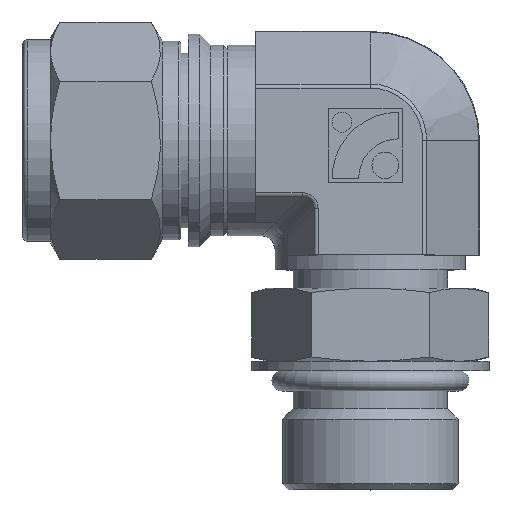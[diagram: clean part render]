
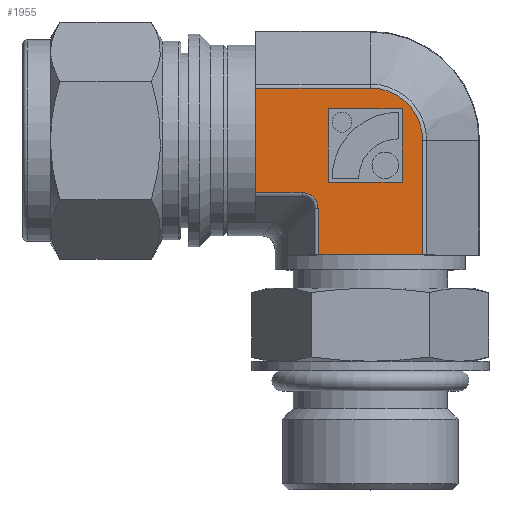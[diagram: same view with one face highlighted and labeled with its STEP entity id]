
A CAD part, top view. The second image highlights one B-rep face of the part: STEP entity #1955.
In plain terms, the highlighted planar face has unit normal (0, 0, 1).
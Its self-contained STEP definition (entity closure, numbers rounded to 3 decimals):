
#60=FACE_BOUND('',#639,.T.);
#147=ELLIPSE('',#2130,2.582,2.);
#178=LINE('',#3053,#300);
#180=LINE('',#3074,#302);
#181=LINE('',#3079,#303);
#190=LINE('',#3100,#312);
#191=LINE('',#3170,#313);
#194=LINE('',#3209,#316);
#195=LINE('',#3213,#317);
#196=LINE('',#3219,#318);
#205=LINE('',#3262,#327);
#206=LINE('',#3264,#328);
#207=LINE('',#3266,#329);
#208=LINE('',#3267,#330);
#300=VECTOR('',#2418,10.);
#302=VECTOR('',#2446,10.);
#303=VECTOR('',#2451,10.);
#312=VECTOR('',#2472,10.);
#313=VECTOR('',#2499,10.);
#316=VECTOR('',#2514,10.);
#317=VECTOR('',#2519,10.);
#318=VECTOR('',#2528,10.);
#327=VECTOR('',#2585,10.);
#328=VECTOR('',#2586,10.);
#329=VECTOR('',#2587,10.);
#330=VECTOR('',#2588,10.);
#417=PLANE('',#2165);
#502=FACE_OUTER_BOUND('',#638,.T.);
#638=EDGE_LOOP('',(#1526,#1527,#1528,#1529,#1530,#1531,#1532,#1533,#1534,
#1535));
#639=EDGE_LOOP('',(#1536,#1537,#1538,#1539));
#779=CIRCLE('',#2140,5.658);
#884=VERTEX_POINT('',#3017);
#893=VERTEX_POINT('',#3049);
#894=VERTEX_POINT('',#3051);
#900=VERTEX_POINT('',#3072);
#901=VERTEX_POINT('',#3076);
#908=VERTEX_POINT('',#3099);
#909=VERTEX_POINT('',#3168);
#914=VERTEX_POINT('',#3207);
#915=VERTEX_POINT('',#3211);
#916=VERTEX_POINT('',#3215);
#925=VERTEX_POINT('',#3260);
#926=VERTEX_POINT('',#3261);
#927=VERTEX_POINT('',#3263);
#928=VERTEX_POINT('',#3265);
#1081=EDGE_CURVE('',#894,#893,#178,.T.);
#1090=EDGE_CURVE('',#884,#900,#180,.T.);
#1092=EDGE_CURVE('',#901,#894,#181,.T.);
#1103=EDGE_CURVE('',#900,#908,#190,.T.);
#1112=EDGE_CURVE('',#909,#901,#191,.T.);
#1113=EDGE_CURVE('',#908,#909,#147,.T.);
#1119=EDGE_CURVE('',#914,#884,#194,.T.);
#1121=EDGE_CURVE('',#915,#914,#195,.T.);
#1123=EDGE_CURVE('',#916,#915,#779,.T.);
#1124=EDGE_CURVE('',#893,#916,#196,.T.);
#1143=EDGE_CURVE('',#925,#926,#205,.T.);
#1144=EDGE_CURVE('',#926,#927,#206,.T.);
#1145=EDGE_CURVE('',#927,#928,#207,.T.);
#1146=EDGE_CURVE('',#928,#925,#208,.T.);
#1526=ORIENTED_EDGE('',*,*,#1121,.F.);
#1527=ORIENTED_EDGE('',*,*,#1123,.F.);
#1528=ORIENTED_EDGE('',*,*,#1124,.F.);
#1529=ORIENTED_EDGE('',*,*,#1081,.F.);
#1530=ORIENTED_EDGE('',*,*,#1092,.F.);
#1531=ORIENTED_EDGE('',*,*,#1112,.F.);
#1532=ORIENTED_EDGE('',*,*,#1113,.F.);
#1533=ORIENTED_EDGE('',*,*,#1103,.F.);
#1534=ORIENTED_EDGE('',*,*,#1090,.F.);
#1535=ORIENTED_EDGE('',*,*,#1119,.F.);
#1536=ORIENTED_EDGE('',*,*,#1143,.T.);
#1537=ORIENTED_EDGE('',*,*,#1144,.T.);
#1538=ORIENTED_EDGE('',*,*,#1145,.T.);
#1539=ORIENTED_EDGE('',*,*,#1146,.T.);
#1955=ADVANCED_FACE('',(#502,#60),#417,.T.);
#2130=AXIS2_PLACEMENT_3D('',#3196,#2500,#2501);
#2140=AXIS2_PLACEMENT_3D('',#3217,#2524,#2525);
#2165=AXIS2_PLACEMENT_3D('',#3259,#2583,#2584);
#2418=DIRECTION('',(0.,1.,0.));
#2446=DIRECTION('',(-1.,0.,0.));
#2451=DIRECTION('',(0.,1.,0.));
#2472=DIRECTION('',(0.,1.,0.));
#2499=DIRECTION('',(-1.,0.,0.));
#2500=DIRECTION('center_axis',(0.,0.,
1.));
#2501=DIRECTION('ref_axis',(0.707,0.707,0.));
#2514=DIRECTION('',(-1.,0.,0.));
#2519=DIRECTION('',(0.,-1.,0.));
#2524=DIRECTION('center_axis',(0.,0.,
-1.));
#2525=DIRECTION('ref_axis',(0.707,0.707,0.));
#2528=DIRECTION('',(1.,0.,0.));
#2583=DIRECTION('center_axis',(0.,0.,
1.));
#2584=DIRECTION('ref_axis',(0.,1.,0.));
#2585=DIRECTION('',(-1.,0.,0.));
#2586=DIRECTION('',(0.,1.,0.));
#2587=DIRECTION('',(1.,0.,0.));
#2588=DIRECTION('',(0.,-1.,0.));
#3017=CARTESIAN_POINT('',(0.,-12.4,10.3));
#3049=CARTESIAN_POINT('',(-12.4,5.658,10.3));
#3051=CARTESIAN_POINT('',(-12.4,0.,10.3));
#3053=CARTESIAN_POINT('',(-12.4,-5.947,10.3));
#3072=CARTESIAN_POINT('',(-5.658,-12.4,10.3));
#3074=CARTESIAN_POINT('',(-5.947,-12.4,10.3));
#3076=CARTESIAN_POINT('',(-12.4,-5.658,10.3));
#3079=CARTESIAN_POINT('',(-12.4,-5.947,10.3));
#3099=CARTESIAN_POINT('',(-5.658,-7.39,10.3));
#3100=CARTESIAN_POINT('',(-5.658,0.,10.3));
#3168=CARTESIAN_POINT('',(-7.39,-5.658,10.3));
#3170=CARTESIAN_POINT('',(0.,-5.658,10.3));
#3196=CARTESIAN_POINT('Origin',(-7.967,-7.967,10.3));
#3207=CARTESIAN_POINT('',(5.658,-12.4,10.3));
#3209=CARTESIAN_POINT('',(-5.947,-12.4,10.3));
#3211=CARTESIAN_POINT('',(5.658,0.,10.3));
#3213=CARTESIAN_POINT('',(5.658,0.,10.3));
#3215=CARTESIAN_POINT('',(0.,5.658,10.3));
#3217=CARTESIAN_POINT('Origin',(0.,0.,
10.3));
#3219=CARTESIAN_POINT('',(0.,5.658,10.3));
#3259=CARTESIAN_POINT('Origin',(0.,0.,
10.3));
#3260=CARTESIAN_POINT('',(3.45,-4.55,10.3));
#3261=CARTESIAN_POINT('',(-4.55,-4.55,10.3));
#3262=CARTESIAN_POINT('',(1.725,-4.55,10.3));
#3263=CARTESIAN_POINT('',(-4.55,3.45,10.3));
#3264=CARTESIAN_POINT('',(-4.55,-2.275,10.3));
#3265=CARTESIAN_POINT('',(3.45,3.45,10.3));
#3266=CARTESIAN_POINT('',(-2.275,3.45,10.3));
#3267=CARTESIAN_POINT('',(3.45,1.725,10.3));
